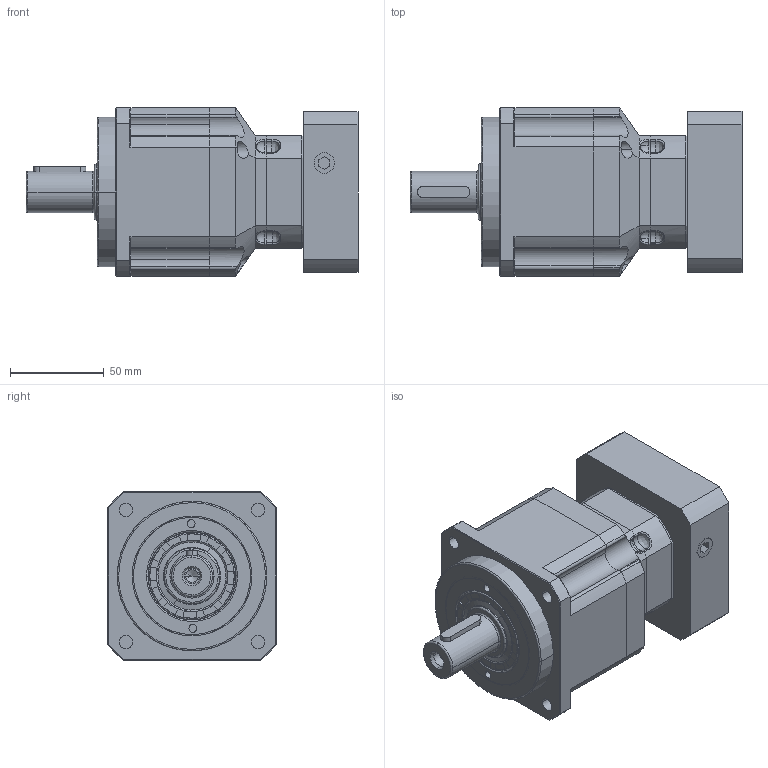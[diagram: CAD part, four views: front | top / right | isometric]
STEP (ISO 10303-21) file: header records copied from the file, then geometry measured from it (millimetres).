
FILE_DESCRIPTION (( 'STEP AP203' ), '1' );
FILE_NAME ('FAB090M1-L2-19-80-100-M6-42.STEP', '2021-05-04T06:58:58', ( '微软用户' ), ( '微软中国' ), 'SwSTEP 2.0', 'SolidWorks 2016', '' );
FILE_SCHEMA (( 'CONFIG_CONTROL_DESIGN' ));
Length unit declared in the file: millimetre
Products named in the file (14): 输入太阳齿轮060M1-19; 坶踡遠23-43.5-12(1); hexagon socket head cap screws gb_GB_FASTENER_SCREWS_HSHCS M4X16-N_2; 隅弇覃淕杶FAB090D; 楊擘耜謂蹟佪M12; 输出内齿圈壳体FAB090D-Z108; M5-12樓粟菜_2; 怀堤俴陎殤FAB090-5D; 输入法兰FAB060M1-80X30XM6; A倰す瑩 6-28; 一级内齿圈壳体FAB060D; 蚐猾30476; FAB090M1-L2-19-80-100-M6-42; 5-输入端壳体FAB060M1
Assembly tree (21 placements, depth 2):
  FAB090M1-L2-19-80-100-M6-42
    隅弇覃淕杶FAB090D
    输出内齿圈壳体FAB090D-Z108
    怀堤俴陎殤FAB090-5D
    A倰す瑩 6-28
    蚐猾30476
    5-输入端壳体FAB060M1
    输入太阳齿轮060M1-19
    坶踡遠23-43.5-12(1)
    hexagon socket head cap screws gb_GB_FASTENER_SCREWS_HSHCS M4X16-N_2  x6
    楊擘耜謂蹟佪M12
    M5-12樓粟菜_2  x4
    输入法兰FAB060M1-80X30XM6
    一级内齿圈壳体FAB060D
Bounding box: 177.5 x 90 x 90 mm (x, y, z)
Volume: 747824.2 mm3; surface area: 142893.1 mm2
Topology: 18 solids, 30 shells, 987 faces, 2412 edges, 1505 vertices
Faces by surface type: cylinder 382, plane 350, cone 149, bspline 77, torus 21, sphere 8
Entity records: 30441 total; most frequent: CARTESIAN_POINT 10459, DIRECTION 3943, ORIENTED_EDGE 3755, EDGE_CURVE 1881, AXIS2_PLACEMENT_3D 1590, VERTEX_POINT 1204, EDGE_LOOP 890, CIRCLE 854
